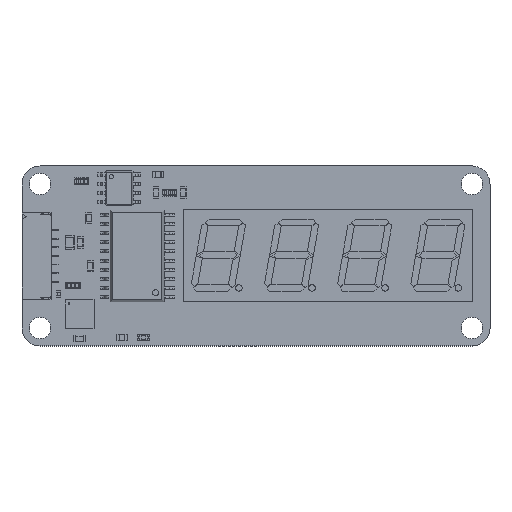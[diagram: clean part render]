
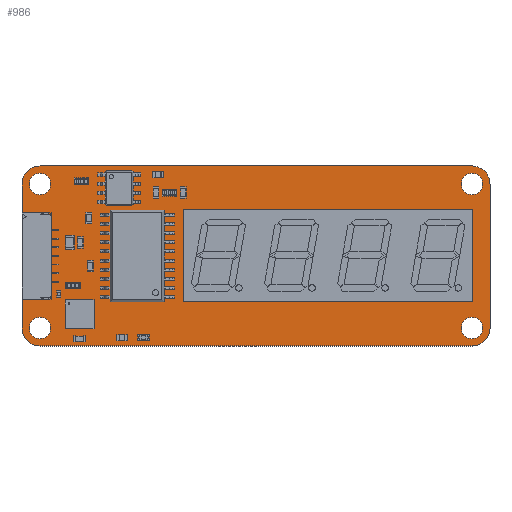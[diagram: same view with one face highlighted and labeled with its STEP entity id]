
A CAD part, top view. The second image highlights one B-rep face of the part: STEP entity #986.
In plain terms, the highlighted planar face has unit normal (0, 0, 1).
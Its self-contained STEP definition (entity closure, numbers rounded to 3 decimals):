
#75 = VERTEX_POINT('',#76);
#76 = CARTESIAN_POINT('',(105.4,-54.8,0.));
#94 = VERTEX_POINT('',#95);
#95 = CARTESIAN_POINT('',(107.9,-52.3,0.));
#101 = EDGE_CURVE('',#75,#94,#102,.T.);
#102 = CIRCLE('',#103,2.5);
#103 = AXIS2_PLACEMENT_3D('',#104,#105,#106);
#104 = CARTESIAN_POINT('',(105.4,-52.3,0.));
#105 = DIRECTION('',(0.,0.,1.));
#106 = DIRECTION('',(1.,0.,0.));
#126 = VERTEX_POINT('',#127);
#127 = CARTESIAN_POINT('',(45.4,-54.8,0.));
#133 = EDGE_CURVE('',#75,#126,#134,.T.);
#134 = LINE('',#135,#136);
#135 = CARTESIAN_POINT('',(105.4,-54.8,0.));
#136 = VECTOR('',#137,1.);
#137 = DIRECTION('',(-1.,0.,0.));
#157 = VERTEX_POINT('',#158);
#158 = CARTESIAN_POINT('',(107.9,-32.4,0.));
#164 = EDGE_CURVE('',#94,#157,#165,.T.);
#165 = LINE('',#166,#167);
#166 = CARTESIAN_POINT('',(107.9,-52.3,0.));
#167 = VECTOR('',#168,1.);
#168 = DIRECTION('',(0.,1.,0.));
#179 = VERTEX_POINT('',#180);
#180 = CARTESIAN_POINT('',(42.9,-52.3,0.));
#196 = EDGE_CURVE('',#179,#126,#197,.T.);
#197 = CIRCLE('',#198,2.5);
#198 = AXIS2_PLACEMENT_3D('',#199,#200,#201);
#199 = CARTESIAN_POINT('',(45.4,-52.3,0.));
#200 = DIRECTION('',(0.,0.,1.));
#201 = DIRECTION('',(1.,0.,0.));
#222 = VERTEX_POINT('',#223);
#223 = CARTESIAN_POINT('',(105.5,-29.8,0.));
#229 = EDGE_CURVE('',#157,#222,#230,.T.);
#230 = CIRCLE('',#231,2.502);
#231 = AXIS2_PLACEMENT_3D('',#232,#233,#234);
#232 = CARTESIAN_POINT('',(105.4,-32.3,0.));
#233 = DIRECTION('',(0.,0.,1.));
#234 = DIRECTION('',(1.,0.,0.));
#245 = VERTEX_POINT('',#246);
#246 = CARTESIAN_POINT('',(42.9,-32.3,0.));
#261 = EDGE_CURVE('',#245,#179,#262,.T.);
#262 = LINE('',#263,#264);
#263 = CARTESIAN_POINT('',(42.9,-32.3,0.));
#264 = VECTOR('',#265,1.);
#265 = DIRECTION('',(0.,-1.,0.));
#285 = VERTEX_POINT('',#286);
#286 = CARTESIAN_POINT('',(45.4,-29.8,0.));
#292 = EDGE_CURVE('',#222,#285,#293,.T.);
#293 = LINE('',#294,#295);
#294 = CARTESIAN_POINT('',(105.5,-29.8,0.));
#295 = VECTOR('',#296,1.);
#296 = DIRECTION('',(-1.,0.,0.));
#315 = EDGE_CURVE('',#285,#245,#316,.T.);
#316 = CIRCLE('',#317,2.5);
#317 = AXIS2_PLACEMENT_3D('',#318,#319,#320);
#318 = CARTESIAN_POINT('',(45.4,-32.3,0.));
#319 = DIRECTION('',(0.,0.,1.));
#320 = DIRECTION('',(1.,0.,0.));
#331 = VERTEX_POINT('',#332);
#332 = CARTESIAN_POINT('',(84.53,-37.12,0.));
#348 = EDGE_CURVE('',#331,#331,#349,.T.);
#349 = CIRCLE('',#350,0.4);
#350 = AXIS2_PLACEMENT_3D('',#351,#352,#353);
#351 = CARTESIAN_POINT('',(84.13,-37.12,0.));
#352 = DIRECTION('',(0.,0.,1.));
#353 = DIRECTION('',(1.,0.,-0.));
#364 = VERTEX_POINT('',#365);
#365 = CARTESIAN_POINT('',(81.99,-37.12,0.));
#381 = EDGE_CURVE('',#364,#364,#382,.T.);
#382 = CIRCLE('',#383,0.4);
#383 = AXIS2_PLACEMENT_3D('',#384,#385,#386);
#384 = CARTESIAN_POINT('',(81.59,-37.12,0.));
#385 = DIRECTION('',(0.,0.,1.));
#386 = DIRECTION('',(1.,0.,-0.));
#397 = VERTEX_POINT('',#398);
#398 = CARTESIAN_POINT('',(81.99,-47.28,0.));
#414 = EDGE_CURVE('',#397,#397,#415,.T.);
#415 = CIRCLE('',#416,0.4);
#416 = AXIS2_PLACEMENT_3D('',#417,#418,#419);
#417 = CARTESIAN_POINT('',(81.59,-47.28,0.));
#418 = DIRECTION('',(0.,0.,1.));
#419 = DIRECTION('',(1.,0.,-0.));
#430 = VERTEX_POINT('',#431);
#431 = CARTESIAN_POINT('',(84.53,-47.28,0.));
#447 = EDGE_CURVE('',#430,#430,#448,.T.);
#448 = CIRCLE('',#449,0.4);
#449 = AXIS2_PLACEMENT_3D('',#450,#451,#452);
#450 = CARTESIAN_POINT('',(84.13,-47.28,0.));
#451 = DIRECTION('',(0.,0.,1.));
#452 = DIRECTION('',(1.,0.,-0.));
#463 = VERTEX_POINT('',#464);
#464 = CARTESIAN_POINT('',(87.07,-47.28,0.));
#480 = EDGE_CURVE('',#463,#463,#481,.T.);
#481 = CIRCLE('',#482,0.4);
#482 = AXIS2_PLACEMENT_3D('',#483,#484,#485);
#483 = CARTESIAN_POINT('',(86.67,-47.28,0.));
#484 = DIRECTION('',(0.,0.,1.));
#485 = DIRECTION('',(1.,0.,-0.));
#496 = VERTEX_POINT('',#497);
#497 = CARTESIAN_POINT('',(87.07,-37.12,0.));
#513 = EDGE_CURVE('',#496,#496,#514,.T.);
#514 = CIRCLE('',#515,0.4);
#515 = AXIS2_PLACEMENT_3D('',#516,#517,#518);
#516 = CARTESIAN_POINT('',(86.67,-37.12,0.));
#517 = DIRECTION('',(0.,0.,1.));
#518 = DIRECTION('',(1.,0.,-0.));
#529 = VERTEX_POINT('',#530);
#530 = CARTESIAN_POINT('',(92.15,-37.12,0.));
#546 = EDGE_CURVE('',#529,#529,#547,.T.);
#547 = CIRCLE('',#548,0.4);
#548 = AXIS2_PLACEMENT_3D('',#549,#550,#551);
#549 = CARTESIAN_POINT('',(91.75,-37.12,0.));
#550 = DIRECTION('',(0.,0.,1.));
#551 = DIRECTION('',(1.,0.,-0.));
#562 = VERTEX_POINT('',#563);
#563 = CARTESIAN_POINT('',(92.15,-47.28,0.));
#579 = EDGE_CURVE('',#562,#562,#580,.T.);
#580 = CIRCLE('',#581,0.4);
#581 = AXIS2_PLACEMENT_3D('',#582,#583,#584);
#582 = CARTESIAN_POINT('',(91.75,-47.28,0.));
#583 = DIRECTION('',(0.,0.,1.));
#584 = DIRECTION('',(1.,0.,-0.));
#595 = VERTEX_POINT('',#596);
#596 = CARTESIAN_POINT('',(89.61,-47.28,0.));
#612 = EDGE_CURVE('',#595,#595,#613,.T.);
#613 = CIRCLE('',#614,0.4);
#614 = AXIS2_PLACEMENT_3D('',#615,#616,#617);
#615 = CARTESIAN_POINT('',(89.21,-47.28,0.));
#616 = DIRECTION('',(0.,0.,1.));
#617 = DIRECTION('',(1.,0.,-0.));
#628 = VERTEX_POINT('',#629);
#629 = CARTESIAN_POINT('',(89.61,-37.12,0.));
#645 = EDGE_CURVE('',#628,#628,#646,.T.);
#646 = CIRCLE('',#647,0.4);
#647 = AXIS2_PLACEMENT_3D('',#648,#649,#650);
#648 = CARTESIAN_POINT('',(89.21,-37.12,0.));
#649 = DIRECTION('',(0.,0.,1.));
#650 = DIRECTION('',(1.,0.,-0.));
#661 = VERTEX_POINT('',#662);
#662 = CARTESIAN_POINT('',(94.69,-37.12,0.));
#678 = EDGE_CURVE('',#661,#661,#679,.T.);
#679 = CIRCLE('',#680,0.4);
#680 = AXIS2_PLACEMENT_3D('',#681,#682,#683);
#681 = CARTESIAN_POINT('',(94.29,-37.12,0.));
#682 = DIRECTION('',(0.,0.,1.));
#683 = DIRECTION('',(1.,0.,-0.));
#694 = VERTEX_POINT('',#695);
#695 = CARTESIAN_POINT('',(94.69,-47.28,0.));
#711 = EDGE_CURVE('',#694,#694,#712,.T.);
#712 = CIRCLE('',#713,0.4);
#713 = AXIS2_PLACEMENT_3D('',#714,#715,#716);
#714 = CARTESIAN_POINT('',(94.29,-47.28,0.));
#715 = DIRECTION('',(0.,0.,1.));
#716 = DIRECTION('',(1.,0.,-0.));
#727 = VERTEX_POINT('',#728);
#728 = CARTESIAN_POINT('',(106.9,-52.3,0.));
#744 = EDGE_CURVE('',#727,#727,#745,.T.);
#745 = CIRCLE('',#746,1.5);
#746 = AXIS2_PLACEMENT_3D('',#747,#748,#749);
#747 = CARTESIAN_POINT('',(105.4,-52.3,0.));
#748 = DIRECTION('',(0.,0.,1.));
#749 = DIRECTION('',(1.,0.,-0.));
#760 = VERTEX_POINT('',#761);
#761 = CARTESIAN_POINT('',(79.45,-47.28,0.));
#777 = EDGE_CURVE('',#760,#760,#778,.T.);
#778 = CIRCLE('',#779,0.4);
#779 = AXIS2_PLACEMENT_3D('',#780,#781,#782);
#780 = CARTESIAN_POINT('',(79.05,-47.28,0.));
#781 = DIRECTION('',(0.,0.,1.));
#782 = DIRECTION('',(1.,0.,-0.));
#793 = VERTEX_POINT('',#794);
#794 = CARTESIAN_POINT('',(79.5,-37.12,0.));
#810 = EDGE_CURVE('',#793,#793,#811,.T.);
#811 = CIRCLE('',#812,0.45);
#812 = AXIS2_PLACEMENT_3D('',#813,#814,#815);
#813 = CARTESIAN_POINT('',(79.05,-37.12,0.));
#814 = DIRECTION('',(0.,0.,1.));
#815 = DIRECTION('',(1.,0.,-0.));
#826 = VERTEX_POINT('',#827);
#827 = CARTESIAN_POINT('',(76.96,-37.12,0.));
#843 = EDGE_CURVE('',#826,#826,#844,.T.);
#844 = CIRCLE('',#845,0.45);
#845 = AXIS2_PLACEMENT_3D('',#846,#847,#848);
#846 = CARTESIAN_POINT('',(76.51,-37.12,0.));
#847 = DIRECTION('',(0.,0.,1.));
#848 = DIRECTION('',(1.,0.,-0.));
#859 = VERTEX_POINT('',#860);
#860 = CARTESIAN_POINT('',(46.9,-52.3,0.));
#876 = EDGE_CURVE('',#859,#859,#877,.T.);
#877 = CIRCLE('',#878,1.5);
#878 = AXIS2_PLACEMENT_3D('',#879,#880,#881);
#879 = CARTESIAN_POINT('',(45.4,-52.3,0.));
#880 = DIRECTION('',(0.,0.,1.));
#881 = DIRECTION('',(1.,0.,-0.));
#892 = VERTEX_POINT('',#893);
#893 = CARTESIAN_POINT('',(76.91,-47.28,0.));
#909 = EDGE_CURVE('',#892,#892,#910,.T.);
#910 = CIRCLE('',#911,0.4);
#911 = AXIS2_PLACEMENT_3D('',#912,#913,#914);
#912 = CARTESIAN_POINT('',(76.51,-47.28,0.));
#913 = DIRECTION('',(0.,0.,1.));
#914 = DIRECTION('',(1.,0.,-0.));
#925 = VERTEX_POINT('',#926);
#926 = CARTESIAN_POINT('',(106.9,-32.3,0.));
#942 = EDGE_CURVE('',#925,#925,#943,.T.);
#943 = CIRCLE('',#944,1.5);
#944 = AXIS2_PLACEMENT_3D('',#945,#946,#947);
#945 = CARTESIAN_POINT('',(105.4,-32.3,0.));
#946 = DIRECTION('',(0.,0.,1.));
#947 = DIRECTION('',(1.,0.,-0.));
#958 = VERTEX_POINT('',#959);
#959 = CARTESIAN_POINT('',(46.9,-32.3,0.));
#975 = EDGE_CURVE('',#958,#958,#976,.T.);
#976 = CIRCLE('',#977,1.5);
#977 = AXIS2_PLACEMENT_3D('',#978,#979,#980);
#978 = CARTESIAN_POINT('',(45.4,-32.3,0.));
#979 = DIRECTION('',(0.,0.,1.));
#980 = DIRECTION('',(1.,0.,-0.));
#986 = ADVANCED_FACE('',(#987,#997,#1000,#1003,#1006,#1009,#1012,#1015,
    #1018,#1021,#1024,#1027,#1030,#1033,#1036,#1039,#1042,#1045,#1048,
    #1051,#1054),#1057,.T.);
#987 = FACE_BOUND('',#988,.T.);
#988 = EDGE_LOOP('',(#989,#990,#991,#992,#993,#994,#995,#996));
#989 = ORIENTED_EDGE('',*,*,#101,.T.);
#990 = ORIENTED_EDGE('',*,*,#164,.T.);
#991 = ORIENTED_EDGE('',*,*,#229,.T.);
#992 = ORIENTED_EDGE('',*,*,#292,.T.);
#993 = ORIENTED_EDGE('',*,*,#315,.T.);
#994 = ORIENTED_EDGE('',*,*,#261,.T.);
#995 = ORIENTED_EDGE('',*,*,#196,.T.);
#996 = ORIENTED_EDGE('',*,*,#133,.F.);
#997 = FACE_BOUND('',#998,.T.);
#998 = EDGE_LOOP('',(#999));
#999 = ORIENTED_EDGE('',*,*,#348,.F.);
#1000 = FACE_BOUND('',#1001,.T.);
#1001 = EDGE_LOOP('',(#1002));
#1002 = ORIENTED_EDGE('',*,*,#381,.F.);
#1003 = FACE_BOUND('',#1004,.T.);
#1004 = EDGE_LOOP('',(#1005));
#1005 = ORIENTED_EDGE('',*,*,#414,.F.);
#1006 = FACE_BOUND('',#1007,.T.);
#1007 = EDGE_LOOP('',(#1008));
#1008 = ORIENTED_EDGE('',*,*,#447,.F.);
#1009 = FACE_BOUND('',#1010,.T.);
#1010 = EDGE_LOOP('',(#1011));
#1011 = ORIENTED_EDGE('',*,*,#480,.F.);
#1012 = FACE_BOUND('',#1013,.T.);
#1013 = EDGE_LOOP('',(#1014));
#1014 = ORIENTED_EDGE('',*,*,#513,.F.);
#1015 = FACE_BOUND('',#1016,.T.);
#1016 = EDGE_LOOP('',(#1017));
#1017 = ORIENTED_EDGE('',*,*,#546,.F.);
#1018 = FACE_BOUND('',#1019,.T.);
#1019 = EDGE_LOOP('',(#1020));
#1020 = ORIENTED_EDGE('',*,*,#579,.F.);
#1021 = FACE_BOUND('',#1022,.T.);
#1022 = EDGE_LOOP('',(#1023));
#1023 = ORIENTED_EDGE('',*,*,#612,.F.);
#1024 = FACE_BOUND('',#1025,.T.);
#1025 = EDGE_LOOP('',(#1026));
#1026 = ORIENTED_EDGE('',*,*,#645,.F.);
#1027 = FACE_BOUND('',#1028,.T.);
#1028 = EDGE_LOOP('',(#1029));
#1029 = ORIENTED_EDGE('',*,*,#678,.F.);
#1030 = FACE_BOUND('',#1031,.T.);
#1031 = EDGE_LOOP('',(#1032));
#1032 = ORIENTED_EDGE('',*,*,#711,.F.);
#1033 = FACE_BOUND('',#1034,.T.);
#1034 = EDGE_LOOP('',(#1035));
#1035 = ORIENTED_EDGE('',*,*,#744,.F.);
#1036 = FACE_BOUND('',#1037,.T.);
#1037 = EDGE_LOOP('',(#1038));
#1038 = ORIENTED_EDGE('',*,*,#777,.F.);
#1039 = FACE_BOUND('',#1040,.T.);
#1040 = EDGE_LOOP('',(#1041));
#1041 = ORIENTED_EDGE('',*,*,#810,.F.);
#1042 = FACE_BOUND('',#1043,.T.);
#1043 = EDGE_LOOP('',(#1044));
#1044 = ORIENTED_EDGE('',*,*,#843,.F.);
#1045 = FACE_BOUND('',#1046,.T.);
#1046 = EDGE_LOOP('',(#1047));
#1047 = ORIENTED_EDGE('',*,*,#876,.F.);
#1048 = FACE_BOUND('',#1049,.T.);
#1049 = EDGE_LOOP('',(#1050));
#1050 = ORIENTED_EDGE('',*,*,#909,.F.);
#1051 = FACE_BOUND('',#1052,.T.);
#1052 = EDGE_LOOP('',(#1053));
#1053 = ORIENTED_EDGE('',*,*,#942,.F.);
#1054 = FACE_BOUND('',#1055,.T.);
#1055 = EDGE_LOOP('',(#1056));
#1056 = ORIENTED_EDGE('',*,*,#975,.F.);
#1057 = PLANE('',#1058);
#1058 = AXIS2_PLACEMENT_3D('',#1059,#1060,#1061);
#1059 = CARTESIAN_POINT('',(75.401,-42.3,0.));
#1060 = DIRECTION('',(0.,0.,1.));
#1061 = DIRECTION('',(1.,0.,0.));
